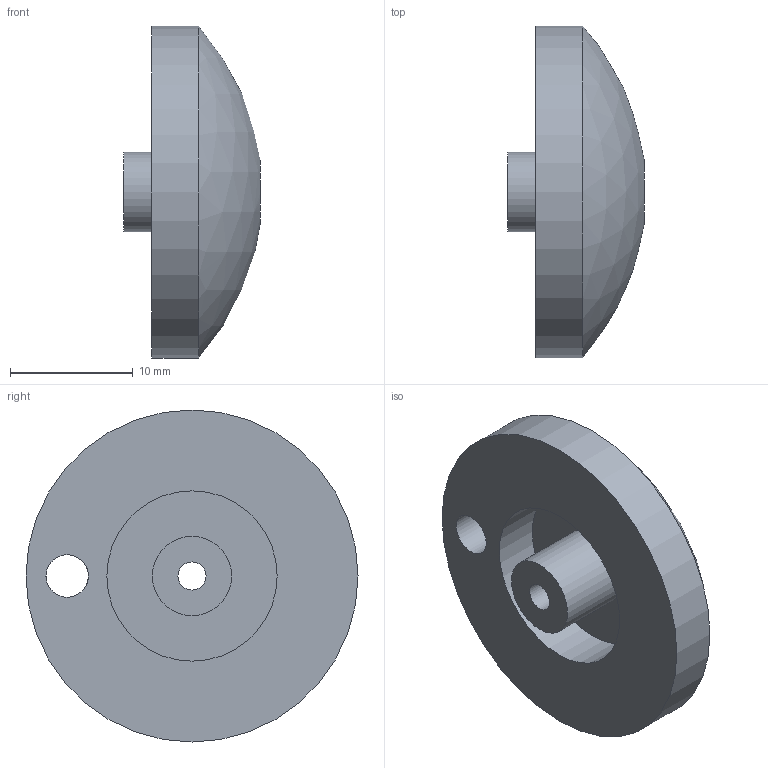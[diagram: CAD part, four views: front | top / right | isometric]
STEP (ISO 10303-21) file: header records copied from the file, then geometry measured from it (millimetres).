
FILE_DESCRIPTION(/* description */ (''),/* implementation_level */ '2;1');
FILE_NAME(/* name */ 'Flexiwheel Hub - Out Side.ipt.stp',/* time_stamp */ '2014-02-21T19:21:07-05:00',/* author */ ('Spooner'),/* organization */ (''),/* preprocessor_version */ 'ST-DEVELOPER v15.2',/* originating_system */ 'Autodesk Inventor 2014',/* authorisation */ '');
FILE_SCHEMA (('AUTOMOTIVE_DESIGN { 1 0 10303 214 3 1 1 }'));
Length unit declared in the file: inch
Products named in the file (1): Flexiwheel Hub - Out Side
Bounding box: 11.12 x 27.03 x 27.03 mm (x, y, z)
Volume: 3126.8 mm3; surface area: 2029.2 mm2
Topology: 1 solids, 1 shells, 12 faces, 21 edges, 14 vertices
Faces by surface type: cylinder 6, plane 4, cone 1, sphere 1
Full cylindrical faces by diameter (mm): 2.286 x1, 3.454 x1, 5.08 x1, 6.452 x1, 13.868 x1, 27.026 x1
Entity records: 315 total; most frequent: CARTESIAN_POINT 72, DIRECTION 50, EDGE_LOOP 26, ORIENTED_EDGE 26, AXIS2_PLACEMENT_3D 25, FACE_BOUND 18, VERTEX_POINT 13, EDGE_CURVE 13
